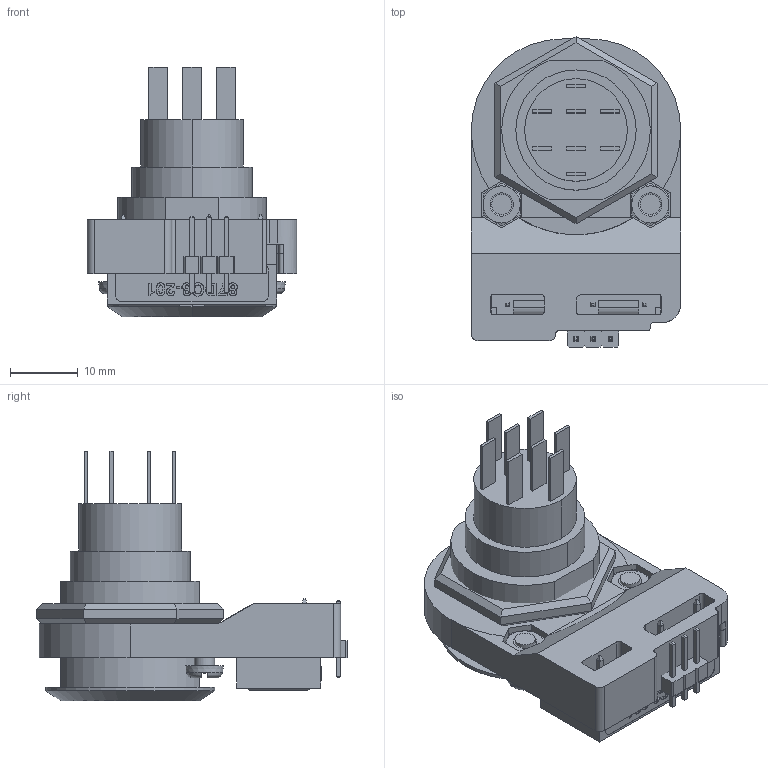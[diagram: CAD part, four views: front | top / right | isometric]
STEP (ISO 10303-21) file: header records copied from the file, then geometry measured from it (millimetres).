
FILE_DESCRIPTION(('FreeCAD Model'),'2;1');
FILE_NAME('3dholder_left_asm.stp','2020-07-30T06:59:48',('Author'),(''), 'Open CASCADE STEP processor 7.3','FreeCAD','Unknown');
FILE_SCHEMA(('AUTOMOTIVE_DESIGN { 1 0 10303 214 1 1 1 1 }'));
Length unit declared in the file: millimetre
Products named in the file (9): M3-Nut001; Compound_Grayhill_87DC3-201; M3x6-Screw001; RSpro_PowerButton_Blue; M3-Nut; M3x6-Screw; 3d_holder_left_v3; PinHeader_1x03_P254mm_Vertical; HexNut_M19_thin
Bounding box: 31 x 46.02 x 37 mm (x, y, z)
Volume: 17010.7 mm3; surface area: 11448.7 mm2
Topology: 26 solids, 26 shells, 727 faces, 1801 edges, 1152 vertices
Faces by surface type: plane 477, extrusion 127, cylinder 79, cone 36, revolution 4, torus 3, bspline 1
Full cylindrical faces by diameter (mm): 2.459 x2, 3 x3, 3.1 x2, 3.6 x1, 19 x1
Entity records: 25431 total; most frequent: CARTESIAN_POINT 4665, ORIENTED_EDGE 3602, DIRECTION 3123, EDGE_CURVE 1801, VECTOR 1393, LINE 1266, VERTEX_POINT 1152, AXIS2_PLACEMENT_3D 863
